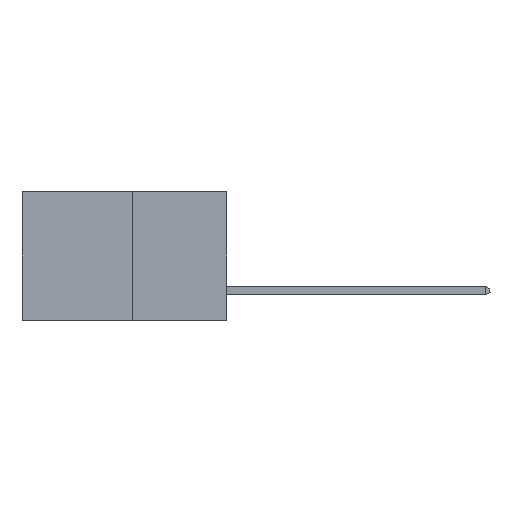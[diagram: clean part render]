
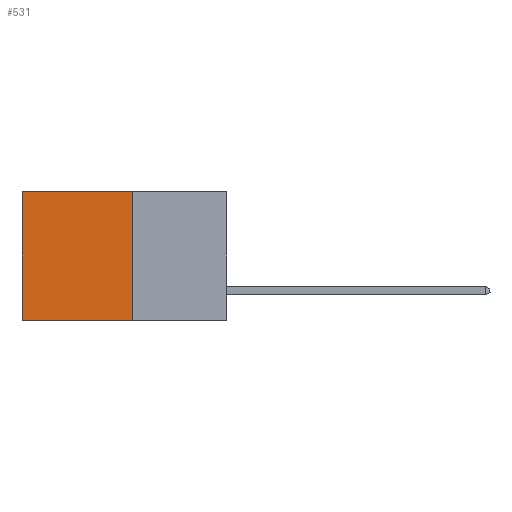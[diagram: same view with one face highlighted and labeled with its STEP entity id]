
A CAD part, left-side view. The second image highlights one B-rep face of the part: STEP entity #531.
In plain terms, the highlighted planar face has unit normal (-1, 0, 0).
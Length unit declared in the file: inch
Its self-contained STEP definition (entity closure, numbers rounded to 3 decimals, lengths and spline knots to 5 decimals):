
#142 = CARTESIAN_POINT ( 'NONE',  ( 0.277, 0.27, -0.37 ) ) ;
#531 = ADVANCED_FACE ( 'NONE', ( #6215 ), #7610, .F. ) ;
#916 = ORIENTED_EDGE ( 'NONE', *, *, #1959, .T. ) ;
#931 = CARTESIAN_POINT ( 'NONE',  ( 0.277, 0.27, -0.37 ) ) ;
#1049 = CARTESIAN_POINT ( 'NONE',  ( 0.277, 0.27, -0.37 ) ) ;
#1068 = DIRECTION ( 'NONE',  ( 0., 1., 0. ) ) ;
#1142 = VERTEX_POINT ( 'NONE', #1049 ) ;
#1601 = EDGE_CURVE ( 'NONE', #6170, #6899, #7464, .T. ) ;
#1738 = LINE ( 'NONE', #931, #8589 ) ;
#1792 = EDGE_CURVE ( 'NONE', #6170, #1142, #2126, .T. ) ;
#1906 = EDGE_CURVE ( 'NONE', #1142, #8978, #1738, .T. ) ;
#1959 = EDGE_CURVE ( 'NONE', #6899, #8978, #4454, .T. ) ;
#2126 = LINE ( 'NONE', #142, #5465 ) ;
#2973 = ORIENTED_EDGE ( 'NONE', *, *, #1906, .F. ) ;
#3531 = CARTESIAN_POINT ( 'NONE',  ( 0.277, 0.27, 0. ) ) ;
#3919 = CARTESIAN_POINT ( 'NONE',  ( 0.277, 0.59, -0.37 ) ) ;
#3946 = DIRECTION ( 'NONE',  ( 0., 0., -1. ) ) ;
#4454 = LINE ( 'NONE', #3919, #6121 ) ;
#4831 = CARTESIAN_POINT ( 'NONE',  ( 0.277, 0.59, 0. ) ) ;
#4879 = ORIENTED_EDGE ( 'NONE', *, *, #1792, .F. ) ;
#4967 = CARTESIAN_POINT ( 'NONE',  ( 0.277, 0.27, 0. ) ) ;
#5079 = DIRECTION ( 'NONE',  ( 0., 0., -1. ) ) ;
#5306 = DIRECTION ( 'NONE',  ( 1., 0., 0. ) ) ;
#5465 = VECTOR ( 'NONE', #5079, 39.37008 ) ;
#5722 = CARTESIAN_POINT ( 'NONE',  ( 0.277, 0.59, -0.37 ) ) ;
#6121 = VECTOR ( 'NONE', #3946, 39.37008 ) ;
#6170 = VERTEX_POINT ( 'NONE', #3531 ) ;
#6215 = FACE_OUTER_BOUND ( 'NONE', #7588, .T. ) ;
#6740 = ORIENTED_EDGE ( 'NONE', *, *, #1601, .T. ) ;
#6799 = DIRECTION ( 'NONE',  ( 0., 1., 0. ) ) ;
#6899 = VERTEX_POINT ( 'NONE', #4831 ) ;
#7262 = VECTOR ( 'NONE', #6799, 39.37008 ) ;
#7408 = DIRECTION ( 'NONE',  ( 0., 0., -1. ) ) ;
#7415 = CARTESIAN_POINT ( 'NONE',  ( 0.277, 0.27, -0.37 ) ) ;
#7464 = LINE ( 'NONE', #4967, #7262 ) ;
#7588 = EDGE_LOOP ( 'NONE', ( #916, #2973, #4879, #6740 ) ) ;
#7610 = PLANE ( 'NONE',  #8826 ) ;
#8589 = VECTOR ( 'NONE', #1068, 39.37008 ) ;
#8826 = AXIS2_PLACEMENT_3D ( 'NONE', #7415, #5306, #7408 ) ;
#8978 = VERTEX_POINT ( 'NONE', #5722 ) ;
